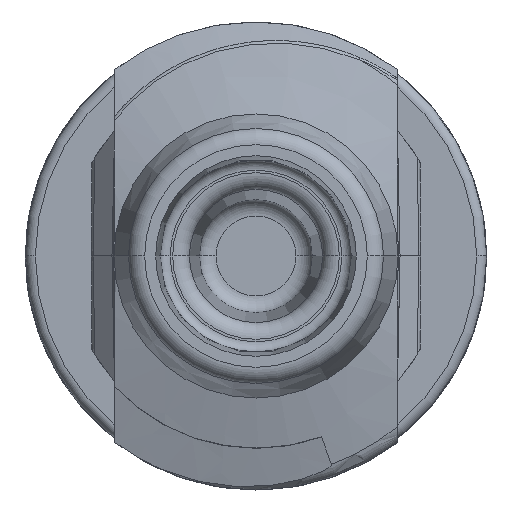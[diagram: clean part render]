
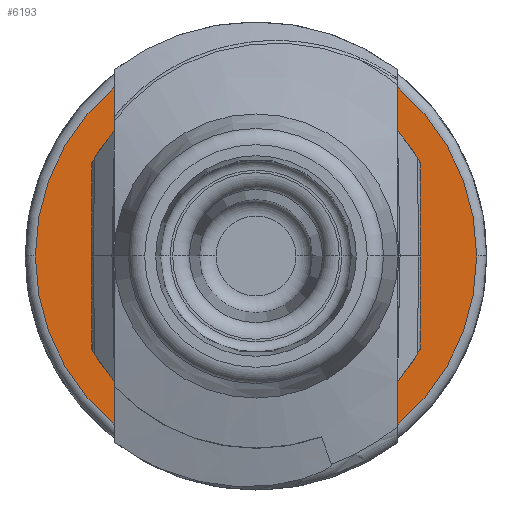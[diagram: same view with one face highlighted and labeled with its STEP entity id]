
A CAD part, front view. The second image highlights one B-rep face of the part: STEP entity #6193.
In plain terms, the highlighted planar face has unit normal (0, -1, 0).
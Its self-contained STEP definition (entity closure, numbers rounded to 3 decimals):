
#235=CARTESIAN_POINT('',(0.,0.,0.));
#236=DIRECTION('',(0.,-1.,0.));
#237=DIRECTION('',(-1.,0.,0.));
#238=AXIS2_PLACEMENT_3D('',#235,#236,#237);
#245=CARTESIAN_POINT('',(0.,0.,0.));
#246=DIRECTION('',(0.,1.,0.));
#247=DIRECTION('',(-1.,0.,0.));
#248=AXIS2_PLACEMENT_3D('',#245,#246,#247);
#275=CARTESIAN_POINT('',(0.,0.,0.));
#276=DIRECTION('',(0.,1.,0.));
#277=DIRECTION('',(-1.,0.,0.));
#278=AXIS2_PLACEMENT_3D('',#275,#276,#277);
#835=CARTESIAN_POINT('',(0.,0.,0.));
#836=DIRECTION('',(0.,1.,0.));
#837=DIRECTION('',(1.,0.,0.));
#838=AXIS2_PLACEMENT_3D('',#835,#836,#837);
#5342=CARTESIAN_POINT('',(-6.6,0.,0.));
#5343=CARTESIAN_POINT('',(6.6,0.,0.));
#5344=VERTEX_POINT('',#5342);
#5345=VERTEX_POINT('',#5343);
#5928=CARTESIAN_POINT('',(-4.6,0.,0.));
#5929=CARTESIAN_POINT('',(4.6,0.,0.));
#5930=VERTEX_POINT('',#5928);
#5931=VERTEX_POINT('',#5929);
#6177=CARTESIAN_POINT('',(0.,0.,0.));
#6178=DIRECTION('',(0.,1.,0.));
#6179=DIRECTION('',(1.,0.,0.));
#6180=AXIS2_PLACEMENT_3D('',#6177,#6178,#6179);
#6181=PLANE('',#6180);
#6182=ORIENTED_EDGE('',*,*,#6167,.F.);
#6184=ORIENTED_EDGE('',*,*,#6183,.T.);
#6185=EDGE_LOOP('',(#6182,#6184));
#6186=FACE_OUTER_BOUND('',#6185,.F.);
#6188=ORIENTED_EDGE('',*,*,#6187,.F.);
#6190=ORIENTED_EDGE('',*,*,#6189,.F.);
#6191=EDGE_LOOP('',(#6188,#6190));
#6192=FACE_BOUND('',#6191,.F.);
#239=CIRCLE('',#238,6.6);
#249=CIRCLE('',#248,6.6);
#279=CIRCLE('',#278,4.6);
#839=CIRCLE('',#838,4.6);
#6167=EDGE_CURVE('',#5344,#5345,#239,.T.);
#6183=EDGE_CURVE('',#5344,#5345,#249,.T.);
#6187=EDGE_CURVE('',#5930,#5931,#279,.T.);
#6189=EDGE_CURVE('',#5931,#5930,#839,.T.);
#6193=ADVANCED_FACE('',(#6186,#6192),#6181,.F.);
